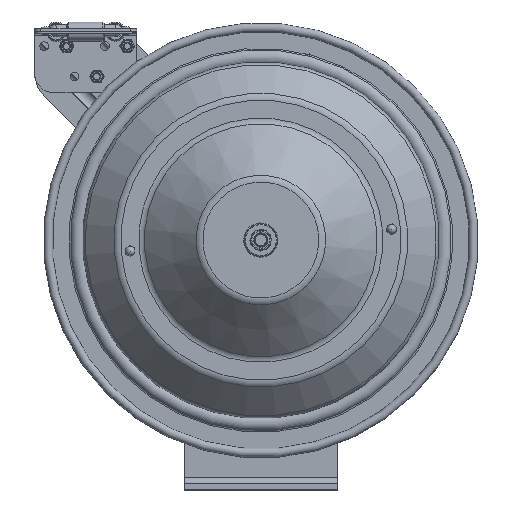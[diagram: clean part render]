
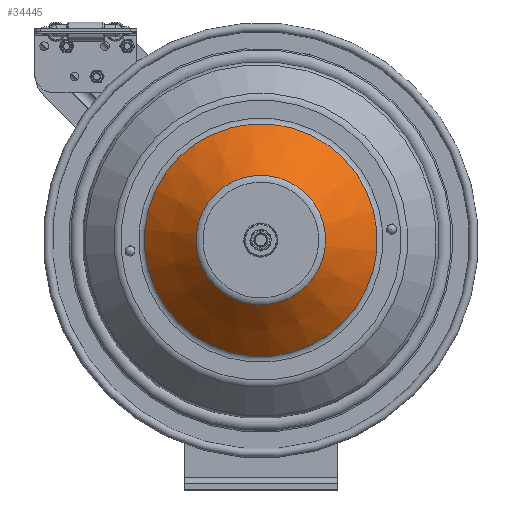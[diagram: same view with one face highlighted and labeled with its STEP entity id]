
A CAD part, top view. The second image highlights one B-rep face of the part: STEP entity #34445.
In plain terms, the highlighted conical face has half-angle 45 degrees and reference radius 89.911 mm.
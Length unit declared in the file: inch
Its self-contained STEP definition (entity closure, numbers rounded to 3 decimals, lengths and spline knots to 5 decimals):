
#3696=LINE('',#53809,#6582);
#6582=VECTOR('',#43807,3.53979);
#8080=CONICAL_SURFACE('',#37454,3.53979,0.785);
#8933=FACE_OUTER_BOUND('',#10571,.T.);
#10571=EDGE_LOOP('',(#27412,#27413,#27414,#27415,#27416,#27417,#27418,#27419));
#12569=CIRCLE('',#37451,2.53087);
#12570=CIRCLE('',#37452,2.53087);
#12571=CIRCLE('',#37453,2.53087);
#12572=CIRCLE('',#37455,4.54871);
#12573=CIRCLE('',#37456,4.54871);
#12574=CIRCLE('',#37457,4.54871);
#15063=VERTEX_POINT('',#53800);
#15064=VERTEX_POINT('',#53802);
#15065=VERTEX_POINT('',#53804);
#15066=VERTEX_POINT('',#53808);
#15067=VERTEX_POINT('',#53810);
#15068=VERTEX_POINT('',#53812);
#19994=EDGE_CURVE('',#15063,#15064,#12569,.T.);
#19995=EDGE_CURVE('',#15064,#15065,#12570,.T.);
#19996=EDGE_CURVE('',#15065,#15063,#12571,.T.);
#19997=EDGE_CURVE('',#15065,#15066,#3696,.T.);
#19998=EDGE_CURVE('',#15066,#15067,#12572,.T.);
#19999=EDGE_CURVE('',#15067,#15068,#12573,.T.);
#20000=EDGE_CURVE('',#15068,#15066,#12574,.T.);
#27412=ORIENTED_EDGE('',*,*,#19995,.F.);
#27413=ORIENTED_EDGE('',*,*,#19994,.F.);
#27414=ORIENTED_EDGE('',*,*,#19996,.F.);
#27415=ORIENTED_EDGE('',*,*,#19997,.T.);
#27416=ORIENTED_EDGE('',*,*,#19998,.T.);
#27417=ORIENTED_EDGE('',*,*,#19999,.T.);
#27418=ORIENTED_EDGE('',*,*,#20000,.T.);
#27419=ORIENTED_EDGE('',*,*,#19997,.F.);
#34445=ADVANCED_FACE('',(#8933),#8080,.T.);
#37451=AXIS2_PLACEMENT_3D('',#53803,#43799,#43800);
#37452=AXIS2_PLACEMENT_3D('',#53805,#43801,#43802);
#37453=AXIS2_PLACEMENT_3D('',#53806,#43803,#43804);
#37454=AXIS2_PLACEMENT_3D('',#53807,#43805,#43806);
#37455=AXIS2_PLACEMENT_3D('',#53811,#43808,#43809);
#37456=AXIS2_PLACEMENT_3D('',#53813,#43810,#43811);
#37457=AXIS2_PLACEMENT_3D('',#53814,#43812,#43813);
#43799=DIRECTION('center_axis',(0.,0.,
1.));
#43800=DIRECTION('ref_axis',(0.083,-0.997,0.));
#43801=DIRECTION('center_axis',(0.,0.,
1.));
#43802=DIRECTION('ref_axis',(0.083,-0.997,0.));
#43803=DIRECTION('center_axis',(0.,0.,
1.));
#43804=DIRECTION('ref_axis',(0.083,-0.997,0.));
#43805=DIRECTION('center_axis',(0.,0.,
-1.));
#43806=DIRECTION('ref_axis',(0.083,-0.997,0.));
#43807=DIRECTION('',(-0.059,0.705,-0.707));
#43808=DIRECTION('center_axis',(0.,0.,
1.));
#43809=DIRECTION('ref_axis',(0.083,-0.997,0.));
#43810=DIRECTION('center_axis',(0.,0.,
1.));
#43811=DIRECTION('ref_axis',(0.083,-0.997,0.));
#43812=DIRECTION('center_axis',(0.,0.,
1.));
#43813=DIRECTION('ref_axis',(0.083,-0.997,0.));
#53800=CARTESIAN_POINT('',(-2.55269,0.24606,8.47264));
#53802=CARTESIAN_POINT('',(0.17947,-2.06606,8.47264));
#53803=CARTESIAN_POINT('Origin',(-0.03055,0.45608,
8.47264));
#53804=CARTESIAN_POINT('',(-0.24057,2.97822,8.47264));
#53805=CARTESIAN_POINT('Origin',(-0.03055,0.45608,
8.47264));
#53806=CARTESIAN_POINT('Origin',(-0.03055,0.45608,
8.47264));
#53807=CARTESIAN_POINT('Origin',(-0.03055,0.45608,
7.46371));
#53808=CARTESIAN_POINT('',(-0.40802,4.9891,6.45479));
#53809=CARTESIAN_POINT('',(-0.3243,3.98366,7.46371));
#53810=CARTESIAN_POINT('',(-4.56357,0.07861,6.45479));
#53811=CARTESIAN_POINT('Origin',(-0.03055,0.45608,
6.45479));
#53812=CARTESIAN_POINT('',(0.34692,-4.07694,6.45479));
#53813=CARTESIAN_POINT('Origin',(-0.03055,0.45608,
6.45479));
#53814=CARTESIAN_POINT('Origin',(-0.03055,0.45608,
6.45479));
